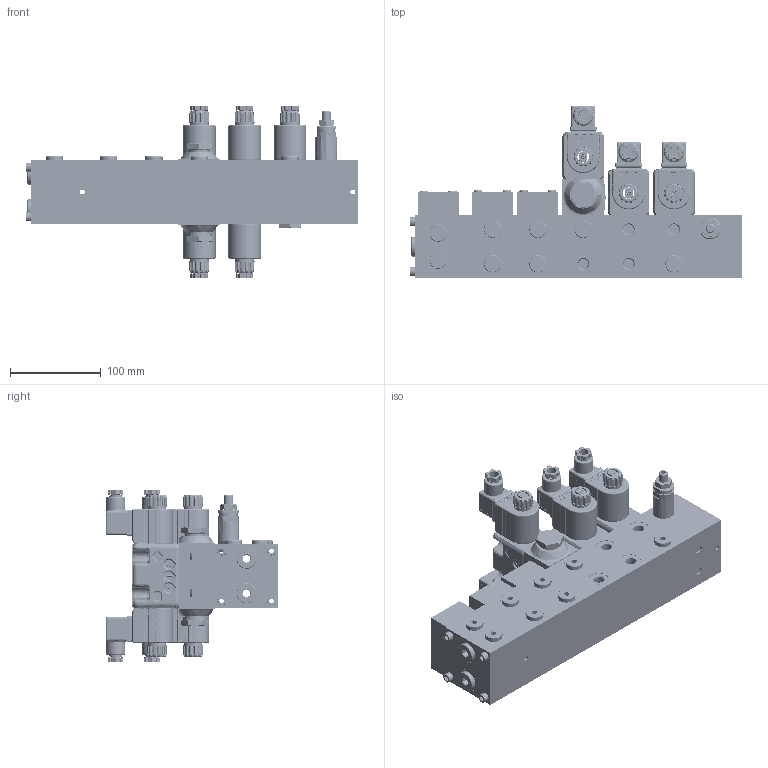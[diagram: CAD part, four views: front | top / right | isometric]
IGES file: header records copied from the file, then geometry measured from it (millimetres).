
Start section: SolidWorks IGES file using analytic representation for surfaces
Global section: file name: P15112018.igs; native system: SolidWorks 2014; preprocessor: SolidWorks 2014; author: serviziopdm; date: 160218.162917; units: millimetre
Bounding box: 366 x 190.5 x 189.6 mm (x, y, z)
Surface area: 303561.1 mm2 (no closed solid volume)
Topology: 0 solids, 0 shells, 4050 faces, 56145 edges, 56050 vertices
Faces by surface type: bspline 2314, revolution 1736
